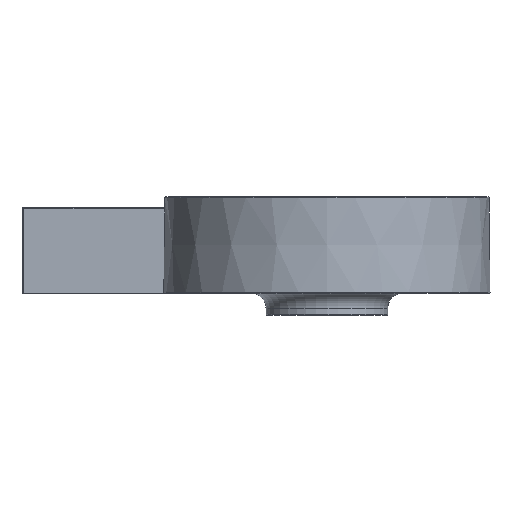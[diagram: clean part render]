
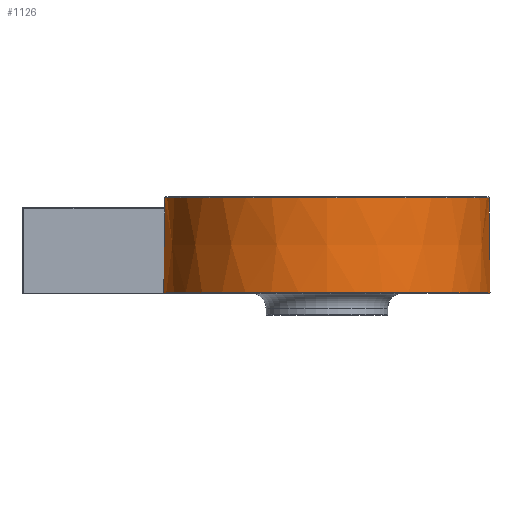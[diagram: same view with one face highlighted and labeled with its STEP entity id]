
A CAD part, top view. The second image highlights one B-rep face of the part: STEP entity #1126.
In plain terms, the highlighted conical face has half-angle 0.5 degrees and reference radius 160 mm.
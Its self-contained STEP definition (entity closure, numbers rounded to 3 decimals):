
#98 = VERTEX_POINT ( 'NONE', #2905 ) ;
#105 = CIRCLE ( 'NONE', #1962, 160. ) ;
#164 = ORIENTED_EDGE ( 'NONE', *, *, #2761, .F. ) ;
#317 = CIRCLE ( 'NONE', #1007, 160.816 ) ;
#340 = CARTESIAN_POINT ( 'NONE',  ( -19.155, 115.808, 0. ) ) ;
#479 = CARTESIAN_POINT ( 'NONE',  ( -19.155, 115.808, 0. ) ) ;
#493 = EDGE_LOOP ( 'NONE', ( #931, #1054, #2920, #164 ) ) ;
#663 = CARTESIAN_POINT ( 'NONE',  ( 300.845, 115.808, 0. ) ) ;
#736 = VERTEX_POINT ( 'NONE', #2011 ) ;
#889 = DIRECTION ( 'NONE',  ( -1., 0., 0. ) ) ;
#931 = ORIENTED_EDGE ( 'NONE', *, *, #1444, .F. ) ;
#1007 = AXIS2_PLACEMENT_3D ( 'NONE', #1295, #1485, #3065 ) ;
#1054 = ORIENTED_EDGE ( 'NONE', *, *, #2453, .T. ) ;
#1126 = ADVANCED_FACE ( 'NONE', ( #1128 ), #1895, .T. ) ;
#1128 = FACE_OUTER_BOUND ( 'NONE', #493, .T. ) ;
#1242 = VECTOR ( 'NONE', #2222, 1000. ) ;
#1295 = CARTESIAN_POINT ( 'NONE',  ( 140.845, 22.304, 0. ) ) ;
#1386 = DIRECTION ( 'NONE',  ( -0.009, -1., 0. ) ) ;
#1444 = EDGE_CURVE ( 'NONE', #1910, #736, #2960, .T. ) ;
#1485 = DIRECTION ( 'NONE',  ( 0., -1., 0. ) ) ;
#1582 = CARTESIAN_POINT ( 'NONE',  ( 140.845, 115.808, 0. ) ) ;
#1771 = VECTOR ( 'NONE', #1386, 1000. ) ;
#1772 = EDGE_CURVE ( 'NONE', #2652, #98, #1839, .T. ) ;
#1839 = LINE ( 'NONE', #340, #1771 ) ;
#1895 = CONICAL_SURFACE ( 'NONE', #2158, 160., 0.009 ) ;
#1910 = VERTEX_POINT ( 'NONE', #2519 ) ;
#1962 = AXIS2_PLACEMENT_3D ( 'NONE', #1582, #2125, #2605 ) ;
#2011 = CARTESIAN_POINT ( 'NONE',  ( 301.661, 22.304, 0. ) ) ;
#2125 = DIRECTION ( 'NONE',  ( 0., -1., 0. ) ) ;
#2143 = CARTESIAN_POINT ( 'NONE',  ( 140.845, 115.808, 0. ) ) ;
#2158 = AXIS2_PLACEMENT_3D ( 'NONE', #2143, #3180, #889 ) ;
#2222 = DIRECTION ( 'NONE',  ( 0.009, -1., 0. ) ) ;
#2453 = EDGE_CURVE ( 'NONE', #1910, #2652, #105, .T. ) ;
#2519 = CARTESIAN_POINT ( 'NONE',  ( 300.845, 115.808, 0. ) ) ;
#2605 = DIRECTION ( 'NONE',  ( 1., 0., 0. ) ) ;
#2652 = VERTEX_POINT ( 'NONE', #479 ) ;
#2761 = EDGE_CURVE ( 'NONE', #736, #98, #317, .T. ) ;
#2905 = CARTESIAN_POINT ( 'NONE',  ( -19.971, 22.304, 0. ) ) ;
#2920 = ORIENTED_EDGE ( 'NONE', *, *, #1772, .T. ) ;
#2960 = LINE ( 'NONE', #663, #1242 ) ;
#3065 = DIRECTION ( 'NONE',  ( 1., 0., 0. ) ) ;
#3180 = DIRECTION ( 'NONE',  ( 0., -1., 0. ) ) ;
